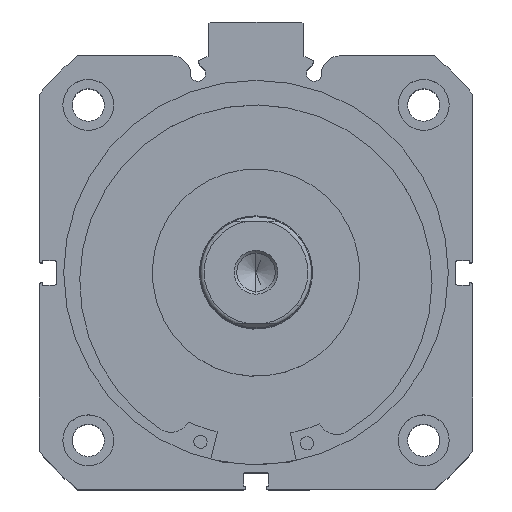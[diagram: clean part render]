
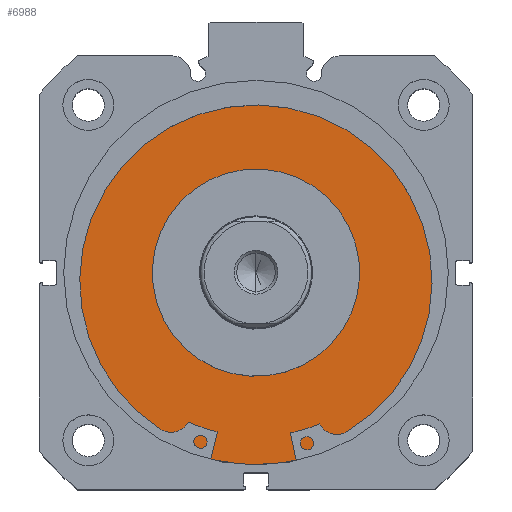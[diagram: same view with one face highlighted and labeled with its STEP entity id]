
A CAD part, top view. The second image highlights one B-rep face of the part: STEP entity #6988.
In plain terms, the highlighted face is planar.
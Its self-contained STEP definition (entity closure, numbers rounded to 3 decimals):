
#1135 = EDGE_CURVE ( 'NONE', #6704, #6713, #3088, .T. ) ;
#1136 = EDGE_CURVE ( 'NONE', #6853, #6850, #3089, .T. ) ;
#1226 = EDGE_CURVE ( 'NONE', #6713, #6704, #3222, .T. ) ;
#1232 = EDGE_CURVE ( 'NONE', #6850, #6853, #3232, .T. ) ;
#1439 = AXIS2_PLACEMENT_3D ( 'NONE', #6298, #6296, #6294 ) ;
#1444 = AXIS2_PLACEMENT_3D ( 'NONE', #6310, #6300, #6299 ) ;
#1487 = AXIS2_PLACEMENT_3D ( 'NONE', #5957, #5948, #5947 ) ;
#1490 = AXIS2_PLACEMENT_3D ( 'NONE', #5973, #5964, #5963 ) ;
#1570 = AXIS2_PLACEMENT_3D ( 'NONE', #3947, #3949, #3950 ) ;
#3088 = CIRCLE ( 'NONE', #1444, 27.5 ) ;
#3089 = CIRCLE ( 'NONE', #1439, 51. ) ;
#3222 = CIRCLE ( 'NONE', #1490, 27.5 ) ;
#3232 = CIRCLE ( 'NONE', #1487, 51. ) ;
#3388 = FACE_BOUND ( 'NONE', #5021, .T. ) ;
#3391 = FACE_OUTER_BOUND ( 'NONE', #5095, .T. ) ;
#3947 = CARTESIAN_POINT ( 'NONE',  ( 5.5, 51., 0. ) ) ;
#3948 = PLANE ( 'NONE',  #1570 ) ;
#3949 = DIRECTION ( 'NONE',  ( 1., 0., 0. ) ) ;
#3950 = DIRECTION ( 'NONE',  ( 0., 0., -1. ) ) ;
#4871 = ORIENTED_EDGE ( 'NONE', *, *, #1232, .T. ) ;
#4881 = ORIENTED_EDGE ( 'NONE', *, *, #1136, .T. ) ;
#4901 = ORIENTED_EDGE ( 'NONE', *, *, #1135, .F. ) ;
#4915 = ORIENTED_EDGE ( 'NONE', *, *, #1226, .F. ) ;
#5021 = EDGE_LOOP ( 'NONE', ( #4901, #4915 ) ) ;
#5095 = EDGE_LOOP ( 'NONE', ( #4871, #4881 ) ) ;
#5608 = CARTESIAN_POINT ( 'NONE',  ( 5.5, 0., -51. ) ) ;
#5612 = CARTESIAN_POINT ( 'NONE',  ( 5.5, 0., 51. ) ) ;
#5777 = CARTESIAN_POINT ( 'NONE',  ( 5.5, 0., -27.5 ) ) ;
#5787 = CARTESIAN_POINT ( 'NONE',  ( 5.5, 0., 27.5 ) ) ;
#5947 = DIRECTION ( 'NONE',  ( 0., 0., 1. ) ) ;
#5948 = DIRECTION ( 'NONE',  ( -1., 0., 0. ) ) ;
#5957 = CARTESIAN_POINT ( 'NONE',  ( 5.5, 0., 0. ) ) ;
#5963 = DIRECTION ( 'NONE',  ( 0., 0., 1. ) ) ;
#5964 = DIRECTION ( 'NONE',  ( -1., 0., 0. ) ) ;
#5973 = CARTESIAN_POINT ( 'NONE',  ( 5.5, 0., 0. ) ) ;
#6294 = DIRECTION ( 'NONE',  ( 0., 0., 1. ) ) ;
#6296 = DIRECTION ( 'NONE',  ( -1., 0., 0. ) ) ;
#6298 = CARTESIAN_POINT ( 'NONE',  ( 5.5, 0., 0. ) ) ;
#6299 = DIRECTION ( 'NONE',  ( 0., 0., 1. ) ) ;
#6300 = DIRECTION ( 'NONE',  ( -1., 0., 0. ) ) ;
#6310 = CARTESIAN_POINT ( 'NONE',  ( 5.5, 0., 0. ) ) ;
#6704 = VERTEX_POINT ( 'NONE', #5787 ) ;
#6713 = VERTEX_POINT ( 'NONE', #5777 ) ;
#6850 = VERTEX_POINT ( 'NONE', #5612 ) ;
#6853 = VERTEX_POINT ( 'NONE', #5608 ) ;
#6988 = ADVANCED_FACE ( 'NONE', ( #3388, #3391 ), #3948, .F. ) ;
